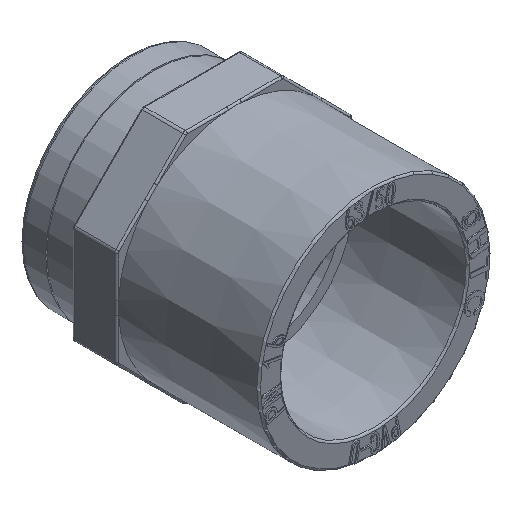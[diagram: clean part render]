
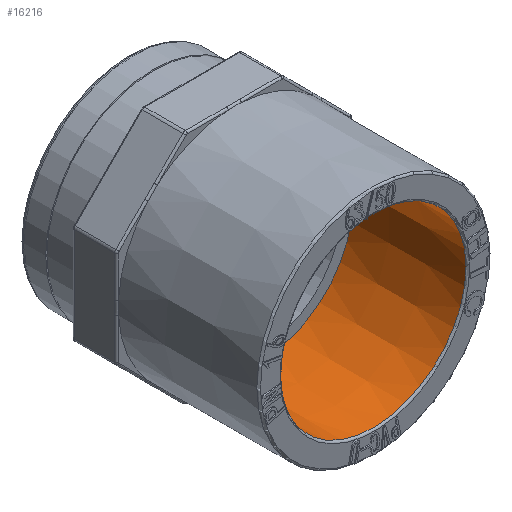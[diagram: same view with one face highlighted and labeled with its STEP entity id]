
A CAD part, isometric view. The second image highlights one B-rep face of the part: STEP entity #16216.
In plain terms, the highlighted conical face has half-angle 0.462 degrees and reference radius 24.95 mm.
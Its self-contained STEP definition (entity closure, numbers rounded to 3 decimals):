
#41=CONICAL_SURFACE('',#17146,24.95,0.008);
#893=FACE_OUTER_BOUND('',#1774,.T.);
#1774=EDGE_LOOP('',(#12004,#12005,#12006,#12007,#12008));
#2655=CIRCLE('',#17144,25.196);
#2656=CIRCLE('',#17145,25.196);
#2657=CIRCLE('',#17147,24.95);
#3374=LINE('',#28586,#5583);
#5583=VECTOR('',#18774,24.95);
#7866=VERTEX_POINT('',#28578);
#7867=VERTEX_POINT('',#28580);
#7868=VERTEX_POINT('',#28584);
#9499=EDGE_CURVE('',#7867,#7866,#2655,.T.);
#9500=EDGE_CURVE('',#7866,#7867,#2656,.T.);
#9501=EDGE_CURVE('',#7868,#7868,#2657,.T.);
#9502=EDGE_CURVE('',#7868,#7867,#3374,.T.);
#12004=ORIENTED_EDGE('',*,*,#9501,.T.);
#12005=ORIENTED_EDGE('',*,*,#9502,.T.);
#12006=ORIENTED_EDGE('',*,*,#9499,.T.);
#12007=ORIENTED_EDGE('',*,*,#9500,.T.);
#12008=ORIENTED_EDGE('',*,*,#9502,.F.);
#16216=ADVANCED_FACE('',(#893),#41,.F.);
#17144=AXIS2_PLACEMENT_3D('',#28581,#18766,#18767);
#17145=AXIS2_PLACEMENT_3D('',#28582,#18768,#18769);
#17146=AXIS2_PLACEMENT_3D('',#28583,#18770,#18771);
#17147=AXIS2_PLACEMENT_3D('',#28585,#18772,#18773);
#18766=DIRECTION('center_axis',(0.,-1.,0.));
#18767=DIRECTION('ref_axis',(0.,0.,-1.));
#18768=DIRECTION('center_axis',(0.,-1.,0.));
#18769=DIRECTION('ref_axis',(0.,0.,-1.));
#18770=DIRECTION('center_axis',(0.,-1.,0.));
#18771=DIRECTION('ref_axis',(0.,0.,1.));
#18772=DIRECTION('center_axis',(0.,1.,0.));
#18773=DIRECTION('ref_axis',(0.,0.,1.));
#18774=DIRECTION('',(0.,-1.,-0.008));
#28578=CARTESIAN_POINT('',(0.,-66.004,25.196));
#28580=CARTESIAN_POINT('',(0.,-66.004,-25.196));
#28581=CARTESIAN_POINT('Origin',(0.,-66.004,0.));
#28582=CARTESIAN_POINT('Origin',(0.,-66.004,0.));
#28583=CARTESIAN_POINT('Origin',(0.,-35.5,0.));
#28584=CARTESIAN_POINT('',(0.,-35.5,-24.95));
#28585=CARTESIAN_POINT('Origin',(0.,-35.5,0.));
#28586=CARTESIAN_POINT('',(0.,-35.5,-24.95));
